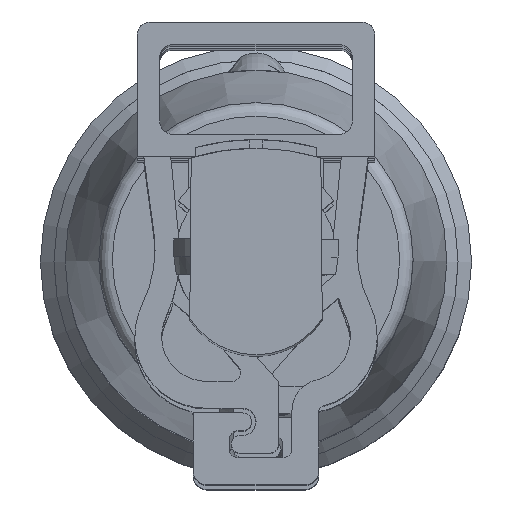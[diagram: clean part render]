
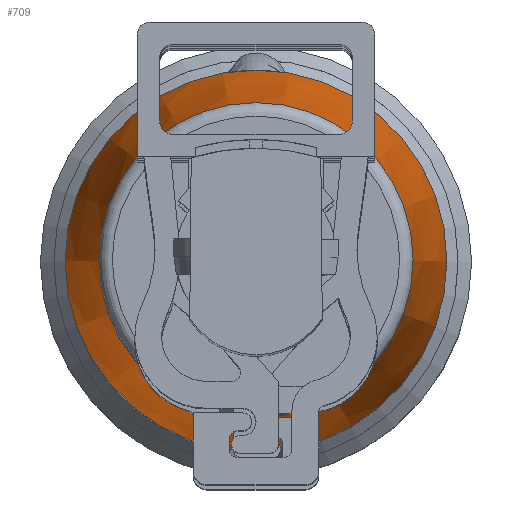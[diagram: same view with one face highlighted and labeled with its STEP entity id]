
A CAD part, top view. The second image highlights one B-rep face of the part: STEP entity #709.
In plain terms, the highlighted conical face has half-angle 7.907 degrees and reference radius 3.5 mm.
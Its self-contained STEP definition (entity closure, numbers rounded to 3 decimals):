
#709 = ADVANCED_FACE( '', ( #1435, #1436 ), #1437, .T. );
#1435 = FACE_OUTER_BOUND( '', #2160, .T. );
#1436 = FACE_BOUND( '', #2161, .T. );
#1437 = CONICAL_SURFACE( '', #2162, 3.5, 0.138 );
#2160 = EDGE_LOOP( '', ( #3880 ) );
#2161 = EDGE_LOOP( '', ( #3881 ) );
#2162 = AXIS2_PLACEMENT_3D( '', #3882, #3883, #3884 );
#3880 = ORIENTED_EDGE( '', *, *, #4405, .F. );
#3881 = ORIENTED_EDGE( '', *, *, #4733, .T. );
#3882 = CARTESIAN_POINT( '', ( 0., 0., -10.5 ) );
#3883 = DIRECTION( '', ( 0., 0., -1. ) );
#3884 = DIRECTION( '', ( -1., 0., 0. ) );
#4405 = EDGE_CURVE( '', #5326, #5326, #5327, .T. );
#4733 = EDGE_CURVE( '', #5778, #5778, #5779, .T. );
#5326 = VERTEX_POINT( '', #6642 );
#5327 = CIRCLE( '', #6643, 4.25 );
#5778 = VERTEX_POINT( '', #7281 );
#5779 = CIRCLE( '', #7282, 3.5 );
#6642 = CARTESIAN_POINT( '', ( -4.25, 0., -15.9 ) );
#6643 = AXIS2_PLACEMENT_3D( '', #7813, #7814, #7815 );
#7281 = CARTESIAN_POINT( '', ( -3.5, 0., -10.5 ) );
#7282 = AXIS2_PLACEMENT_3D( '', #8168, #8169, #8170 );
#7813 = CARTESIAN_POINT( '', ( 0., 0., -15.9 ) );
#7814 = DIRECTION( '', ( 0., 0., -1. ) );
#7815 = DIRECTION( '', ( -1., 0., 0. ) );
#8168 = CARTESIAN_POINT( '', ( 0., 0., -10.5 ) );
#8169 = DIRECTION( '', ( 0., 0., -1. ) );
#8170 = DIRECTION( '', ( -1., 0., 0. ) );
